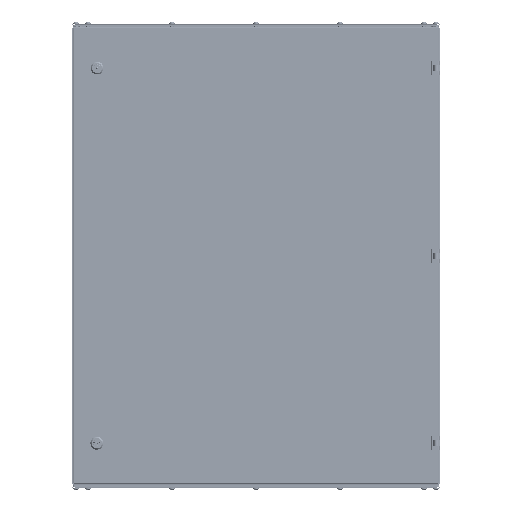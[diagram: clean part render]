
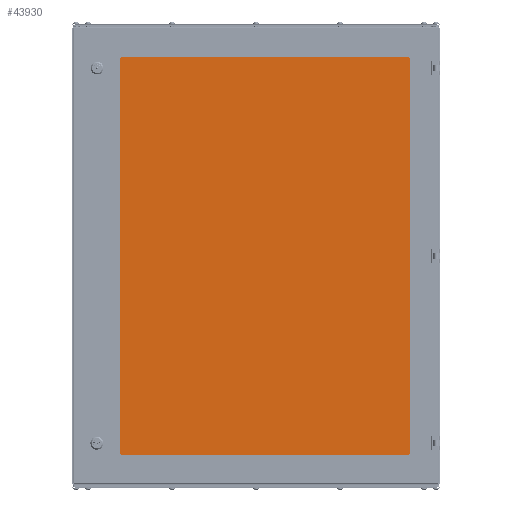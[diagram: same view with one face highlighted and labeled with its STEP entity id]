
A CAD part, top view. The second image highlights one B-rep face of the part: STEP entity #43930.
In plain terms, the highlighted planar face has unit normal (0, 0, 1).
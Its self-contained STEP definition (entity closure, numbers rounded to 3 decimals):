
#713 = LINE ( 'NONE', #36124, #71174 ) ;
#815 = CARTESIAN_POINT ( 'NONE',  ( -327.75, -445.5, 4. ) ) ;
#3528 = CARTESIAN_POINT ( 'NONE',  ( 327.75, 435.5, 4. ) ) ;
#4960 = CIRCLE ( 'NONE', #65192, 10. ) ;
#5641 = VERTEX_POINT ( 'NONE', #52978 ) ;
#7715 = DIRECTION ( 'NONE',  ( 0., 1., 0. ) ) ;
#8770 = EDGE_LOOP ( 'NONE', ( #55217, #21580, #51769, #16518, #53126, #87774, #60276, #47107 ) ) ;
#11087 = DIRECTION ( 'NONE',  ( 0., 0., 1. ) ) ;
#12821 = EDGE_CURVE ( 'NONE', #85661, #23176, #4960, .T. ) ;
#14356 = CARTESIAN_POINT ( 'NONE',  ( 327.75, -445.5, 4. ) ) ;
#15757 = CARTESIAN_POINT ( 'NONE',  ( 317.75, -445.5, 4. ) ) ;
#15911 = CARTESIAN_POINT ( 'NONE',  ( -317.75, -435.5, 4. ) ) ;
#16518 = ORIENTED_EDGE ( 'NONE', *, *, #61682, .T. ) ;
#19179 = VERTEX_POINT ( 'NONE', #22051 ) ;
#21580 = ORIENTED_EDGE ( 'NONE', *, *, #34819, .T. ) ;
#22051 = CARTESIAN_POINT ( 'NONE',  ( 327.75, -435.5, 4. ) ) ;
#22494 = EDGE_CURVE ( 'NONE', #5641, #85661, #713, .T. ) ;
#22520 = LINE ( 'NONE', #815, #67670 ) ;
#23176 = VERTEX_POINT ( 'NONE', #37177 ) ;
#25683 = DIRECTION ( 'NONE',  ( -1., 0., 0. ) ) ;
#29022 = CARTESIAN_POINT ( 'NONE',  ( 317.75, 445.5, 4. ) ) ;
#29472 = VERTEX_POINT ( 'NONE', #15757 ) ;
#29497 = DIRECTION ( 'NONE',  ( 0., -1., 0. ) ) ;
#33231 = FACE_OUTER_BOUND ( 'NONE', #8770, .T. ) ;
#33928 = VERTEX_POINT ( 'NONE', #85717 ) ;
#34682 = CARTESIAN_POINT ( 'NONE',  ( -327.75, 445.5, 4. ) ) ;
#34819 = EDGE_CURVE ( 'NONE', #29472, #19179, #60010, .T. ) ;
#36124 = CARTESIAN_POINT ( 'NONE',  ( -327.75, -445.5, 4. ) ) ;
#37177 = CARTESIAN_POINT ( 'NONE',  ( -317.75, -445.5, 4. ) ) ;
#37826 = VERTEX_POINT ( 'NONE', #3528 ) ;
#38108 = VECTOR ( 'NONE', #92778, 1000. ) ;
#40518 = DIRECTION ( 'NONE',  ( 0., 0., 1. ) ) ;
#42822 = DIRECTION ( 'NONE',  ( -1., 0., 0. ) ) ;
#42858 = DIRECTION ( 'NONE',  ( 0., 0., 1. ) ) ;
#43930 = ADVANCED_FACE ( 'NONE', ( #33231 ), #47882, .F. ) ;
#47107 = ORIENTED_EDGE ( 'NONE', *, *, #12821, .T. ) ;
#47491 = EDGE_CURVE ( 'NONE', #57020, #33928, #63442, .T. ) ;
#47882 = PLANE ( 'NONE',  #70251 ) ;
#51769 = ORIENTED_EDGE ( 'NONE', *, *, #69705, .T. ) ;
#52978 = CARTESIAN_POINT ( 'NONE',  ( -327.75, 435.5, 4. ) ) ;
#53126 = ORIENTED_EDGE ( 'NONE', *, *, #47491, .T. ) ;
#55217 = ORIENTED_EDGE ( 'NONE', *, *, #56475, .T. ) ;
#56475 = EDGE_CURVE ( 'NONE', #23176, #29472, #22520, .T. ) ;
#57020 = VERTEX_POINT ( 'NONE', #29022 ) ;
#58376 = DIRECTION ( 'NONE',  ( 1., 0., 0. ) ) ;
#60010 = CIRCLE ( 'NONE', #72090, 10. ) ;
#60276 = ORIENTED_EDGE ( 'NONE', *, *, #22494, .T. ) ;
#61682 = EDGE_CURVE ( 'NONE', #37826, #57020, #78040, .T. ) ;
#63442 = LINE ( 'NONE', #34682, #38108 ) ;
#65192 = AXIS2_PLACEMENT_3D ( 'NONE', #15911, #72079, #42822 ) ;
#66726 = VECTOR ( 'NONE', #7715, 1000. ) ;
#67670 = VECTOR ( 'NONE', #58376, 1000. ) ;
#69705 = EDGE_CURVE ( 'NONE', #19179, #37826, #78997, .T. ) ;
#70026 = CARTESIAN_POINT ( 'NONE',  ( 317.75, 435.5, 4. ) ) ;
#70251 = AXIS2_PLACEMENT_3D ( 'NONE', #92746, #70508, #76668 ) ;
#70508 = DIRECTION ( 'NONE',  ( 0., 0., -1. ) ) ;
#71174 = VECTOR ( 'NONE', #29497, 1000. ) ;
#71653 = CARTESIAN_POINT ( 'NONE',  ( -317.75, 435.5, 4. ) ) ;
#72079 = DIRECTION ( 'NONE',  ( 0., 0., 1. ) ) ;
#72090 = AXIS2_PLACEMENT_3D ( 'NONE', #77340, #40518, #76856 ) ;
#73415 = EDGE_CURVE ( 'NONE', #33928, #5641, #86486, .T. ) ;
#76038 = CARTESIAN_POINT ( 'NONE',  ( -327.75, -435.5, 4. ) ) ;
#76668 = DIRECTION ( 'NONE',  ( -1., 0., 0. ) ) ;
#76856 = DIRECTION ( 'NONE',  ( -1., 0., 0. ) ) ;
#77340 = CARTESIAN_POINT ( 'NONE',  ( 317.75, -435.5, 4. ) ) ;
#78040 = CIRCLE ( 'NONE', #84078, 10. ) ;
#78997 = LINE ( 'NONE', #14356, #66726 ) ;
#84078 = AXIS2_PLACEMENT_3D ( 'NONE', #70026, #11087, #25683 ) ;
#85661 = VERTEX_POINT ( 'NONE', #76038 ) ;
#85717 = CARTESIAN_POINT ( 'NONE',  ( -317.75, 445.5, 4. ) ) ;
#86486 = CIRCLE ( 'NONE', #89440, 10. ) ;
#87211 = DIRECTION ( 'NONE',  ( -1., 0., 0. ) ) ;
#87774 = ORIENTED_EDGE ( 'NONE', *, *, #73415, .T. ) ;
#89440 = AXIS2_PLACEMENT_3D ( 'NONE', #71653, #42858, #87211 ) ;
#92746 = CARTESIAN_POINT ( 'NONE',  ( 0., 0., 4. ) ) ;
#92778 = DIRECTION ( 'NONE',  ( -1., 0., 0. ) ) ;
